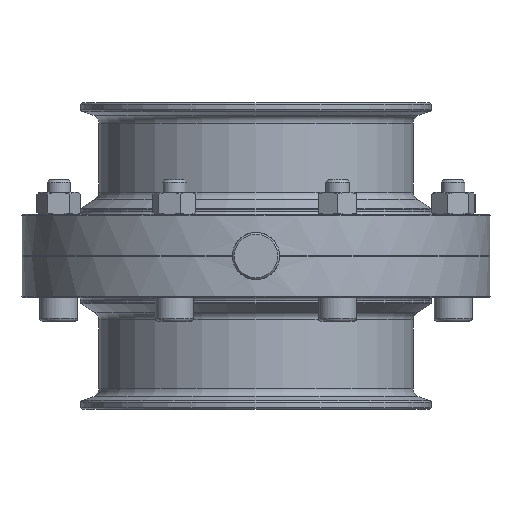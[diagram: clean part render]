
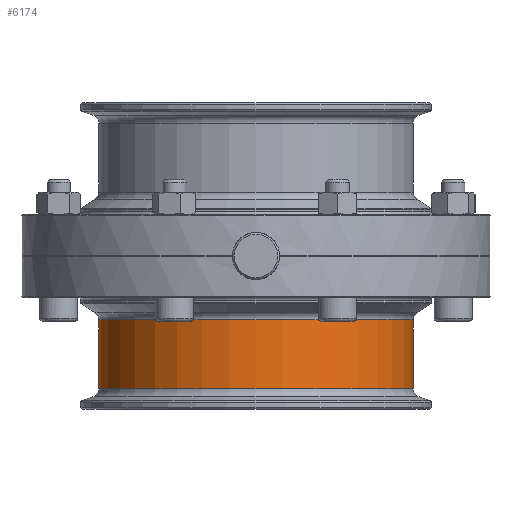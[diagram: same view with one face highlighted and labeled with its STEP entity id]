
A CAD part, front view. The second image highlights one B-rep face of the part: STEP entity #6174.
In plain terms, the highlighted cylindrical face has radius 53.443 mm (diameter 106.886 mm), a full revolution.
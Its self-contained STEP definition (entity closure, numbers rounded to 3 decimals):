
#629=FACE_OUTER_BOUND('',#1003,.T.);
#1003=EDGE_LOOP('',(#4087,#4088,#4089,#4090,#4091,#4092));
#1421=LINE('',#9489,#1783);
#1783=VECTOR('',#7641,53.443);
#2189=CIRCLE('',#6786,53.443);
#2190=CIRCLE('',#6787,53.443);
#2191=CIRCLE('',#6789,53.443);
#2192=CIRCLE('',#6790,53.443);
#2563=VERTEX_POINT('',#9482);
#2564=VERTEX_POINT('',#9484);
#2565=VERTEX_POINT('',#9488);
#2566=VERTEX_POINT('',#9490);
#3151=EDGE_CURVE('',#2563,#2564,#2189,.T.);
#3152=EDGE_CURVE('',#2564,#2563,#2190,.T.);
#3153=EDGE_CURVE('',#2564,#2565,#1421,.T.);
#3154=EDGE_CURVE('',#2566,#2565,#2191,.T.);
#3155=EDGE_CURVE('',#2565,#2566,#2192,.T.);
#4087=ORIENTED_EDGE('',*,*,#3152,.F.);
#4088=ORIENTED_EDGE('',*,*,#3153,.T.);
#4089=ORIENTED_EDGE('',*,*,#3154,.F.);
#4090=ORIENTED_EDGE('',*,*,#3155,.F.);
#4091=ORIENTED_EDGE('',*,*,#3153,.F.);
#4092=ORIENTED_EDGE('',*,*,#3151,.F.);
#5760=CYLINDRICAL_SURFACE('',#6788,53.443);
#6174=ADVANCED_FACE('',(#629),#5760,.T.);
#6786=AXIS2_PLACEMENT_3D('',#9485,#7635,#7636);
#6787=AXIS2_PLACEMENT_3D('',#9486,#7637,#7638);
#6788=AXIS2_PLACEMENT_3D('',#9487,#7639,#7640);
#6789=AXIS2_PLACEMENT_3D('',#9491,#7642,#7643);
#6790=AXIS2_PLACEMENT_3D('',#9492,#7644,#7645);
#7635=DIRECTION('center_axis',(0.,0.,1.));
#7636=DIRECTION('ref_axis',(0.,-1.,0.));
#7637=DIRECTION('center_axis',(0.,0.,1.));
#7638=DIRECTION('ref_axis',(0.,-1.,0.));
#7639=DIRECTION('center_axis',(0.,0.,1.));
#7640=DIRECTION('ref_axis',(0.,1.,0.));
#7641=DIRECTION('',(0.,0.,-1.));
#7642=DIRECTION('center_axis',(0.,0.,-1.));
#7643=DIRECTION('ref_axis',(0.,-1.,0.));
#7644=DIRECTION('center_axis',(0.,0.,-1.));
#7645=DIRECTION('ref_axis',(0.,-1.,0.));
#9482=CARTESIAN_POINT('',(-53.443,0.,-21.713));
#9484=CARTESIAN_POINT('',(0.,-53.443,-21.713));
#9485=CARTESIAN_POINT('Origin',(0.,0.,-21.713));
#9486=CARTESIAN_POINT('Origin',(0.,0.,-21.713));
#9487=CARTESIAN_POINT('Origin',(0.,0.,-33.619));
#9488=CARTESIAN_POINT('',(0.,-53.443,-45.053));
#9489=CARTESIAN_POINT('',(0.,-53.443,-33.619));
#9490=CARTESIAN_POINT('',(-53.443,0.,-45.053));
#9491=CARTESIAN_POINT('Origin',(0.,0.,-45.053));
#9492=CARTESIAN_POINT('Origin',(0.,0.,-45.053));
